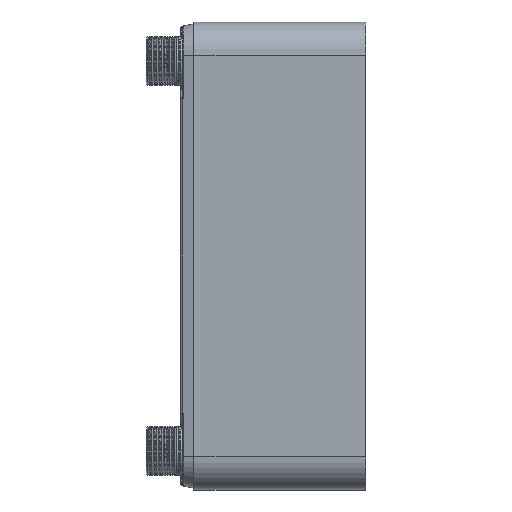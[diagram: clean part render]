
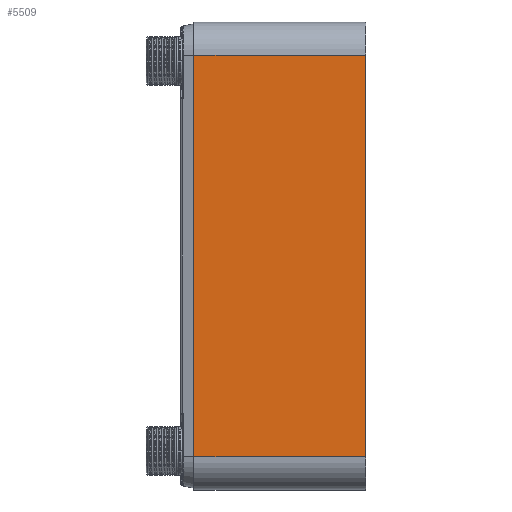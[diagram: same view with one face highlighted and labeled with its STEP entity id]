
A CAD part, left-side view. The second image highlights one B-rep face of the part: STEP entity #5509.
In plain terms, the highlighted planar face has unit normal (-1, 0, 0).
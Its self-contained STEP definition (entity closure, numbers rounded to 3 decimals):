
#1419=DIRECTION('',(0.,0.,1.));
#1420=VECTOR('',#1419,278.);
#1421=CARTESIAN_POINT('',(-47.,119.,-139.));
#1422=LINE('',#1421,#1420);
#1423=DIRECTION('',(0.,1.,0.));
#1424=VECTOR('',#1423,119.);
#1425=CARTESIAN_POINT('',(-47.,0.,-139.));
#1426=LINE('',#1425,#1424);
#1432=DIRECTION('',(0.,1.,0.));
#1433=VECTOR('',#1432,119.);
#1434=CARTESIAN_POINT('',(-47.,0.,139.));
#1435=LINE('',#1434,#1433);
#1483=DIRECTION('',(0.,0.,1.));
#1484=VECTOR('',#1483,278.);
#1485=CARTESIAN_POINT('',(-47.,0.,-139.));
#1486=LINE('',#1485,#1484);
#2537=CARTESIAN_POINT('',(-47.,0.,-139.));
#2539=VERTEX_POINT('',#2537);
#2540=CARTESIAN_POINT('',(-47.,0.,139.));
#2541=VERTEX_POINT('',#2540);
#2665=CARTESIAN_POINT('',(-47.,119.,-139.));
#2667=VERTEX_POINT('',#2665);
#2668=CARTESIAN_POINT('',(-47.,119.,139.));
#2669=VERTEX_POINT('',#2668);
#5496=CARTESIAN_POINT('',(-47.,0.,-139.));
#5497=DIRECTION('',(-1.,0.,0.));
#5498=DIRECTION('',(0.,0.,1.));
#5499=AXIS2_PLACEMENT_3D('',#5496,#5497,#5498);
#5500=PLANE('',#5499);
#5501=ORIENTED_EDGE('',*,*,#4721,.T.);
#5503=ORIENTED_EDGE('',*,*,#5502,.F.);
#5505=ORIENTED_EDGE('',*,*,#5504,.F.);
#5506=ORIENTED_EDGE('',*,*,#5487,.T.);
#5507=EDGE_LOOP('',(#5501,#5503,#5505,#5506));
#5508=FACE_OUTER_BOUND('',#5507,.F.);
#5509=ADVANCED_FACE('',(#5508),#5500,.T.);
#4721=EDGE_CURVE('',#2667,#2669,#1422,.T.);
#5487=EDGE_CURVE('',#2539,#2667,#1426,.T.);
#5502=EDGE_CURVE('',#2541,#2669,#1435,.T.);
#5504=EDGE_CURVE('',#2539,#2541,#1486,.T.);
